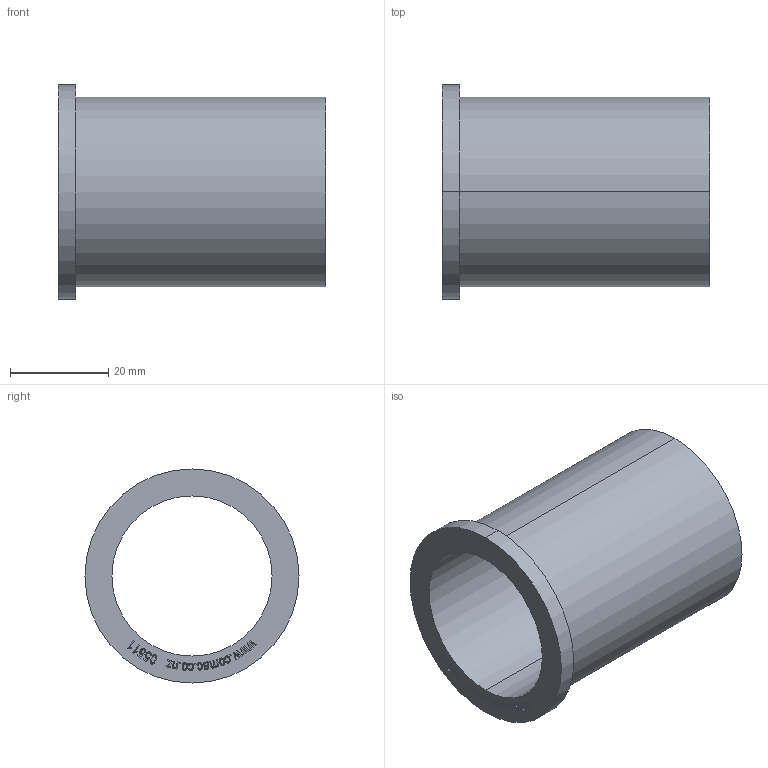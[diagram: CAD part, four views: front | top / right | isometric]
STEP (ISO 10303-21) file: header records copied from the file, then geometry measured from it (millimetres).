
FILE_DESCRIPTION (( 'STEP AP214' ), '1' );
FILE_NAME ('05511-Shouldered Bush Nylon Charcoal 1 1_4 Inch 1 1_2.STEP', '2018-12-04T19:55:02', ( '' ), ( '' ), 'SwSTEP 2.0', 'SolidWorks 2018', '' );
FILE_SCHEMA (( 'AUTOMOTIVE_DESIGN' ));
Length unit declared in the file: millimetre
Products named in the file (2): 05511-Shouldered Bush Nylon Charcoal 1 1_4 Inch 1 1_2
Bounding box: 54.5 x 43.6 x 43.6 mm (x, y, z)
Volume: 19428.5 mm3; surface area: 13598.4 mm2
Topology: 1 solids, 1 shells, 262 faces, 705 edges, 470 vertices
Faces by surface type: plane 158, bspline 98, cylinder 6
Entity records: 13562 total; most frequent: CARTESIAN_POINT 7593, ORIENTED_EDGE 1410, DIRECTION 853, EDGE_CURVE 705, LINE 497, VECTOR 497, VERTEX_POINT 470, EDGE_LOOP 289
